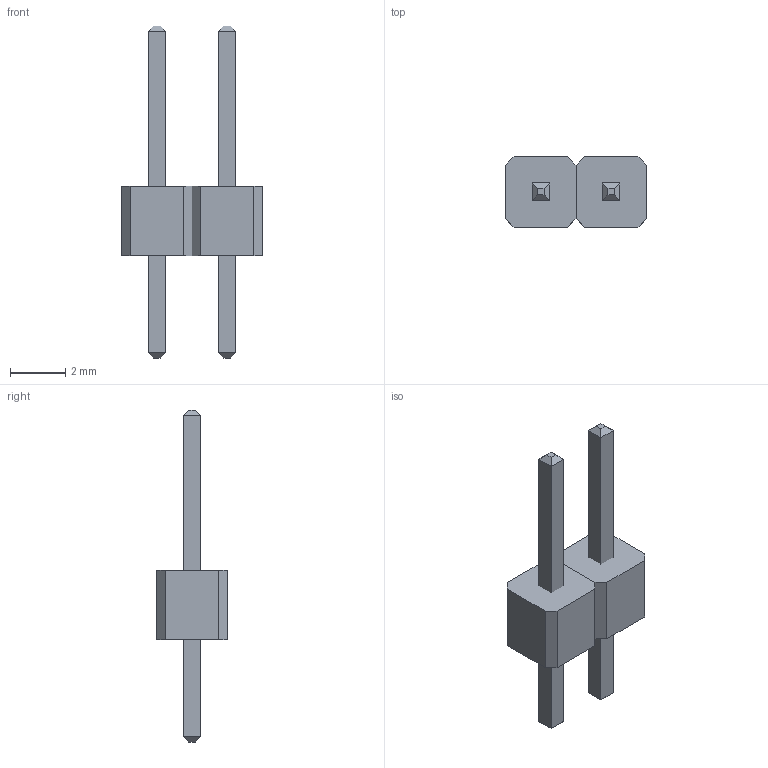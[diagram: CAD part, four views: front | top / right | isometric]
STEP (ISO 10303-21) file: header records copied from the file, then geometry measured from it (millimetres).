
FILE_DESCRIPTION(('FreeCAD Model'),'2;1');
FILE_NAME('BaretteBroche2p2.54-00Deg.step', '2016-11-30T11:35:19',('Daniel Sallin'),('Daniel-STP'), 'Open CASCADE STEP processor 6.8','FreeCAD','Unknown');
FILE_SCHEMA(('AUTOMOTIVE_DESIGN_CC2 { 1 2 10303 214 -1 1 5 4 }'));
Length unit declared in the file: millimetre
Products named in the file (3): ASSEMBLY; Array; Array001
Assembly tree (2 placements, depth 2):
  ASSEMBLY
    Array
    Array001
Bounding box: 5.08 x 2.54 x 12 mm (x, y, z)
Volume: 40.7 mm3; surface area: 133 mm2
Topology: 4 solids, 4 shells, 48 faces, 104 edges, 64 vertices
Faces by surface type: plane 48
Entity records: 2691 total; most frequent: CARTESIAN_POINT 427, DIRECTION 414, LINE 312, VECTOR 312, ORIENTED_EDGE 208, PCURVE 208, DEFINITIONAL_REPRESENTATION 208, EDGE_CURVE 104
